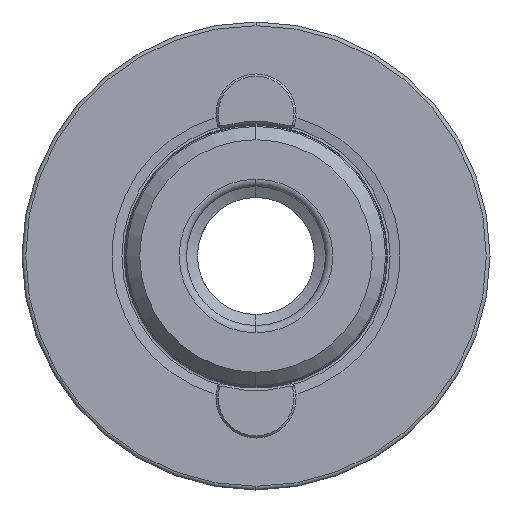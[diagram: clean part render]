
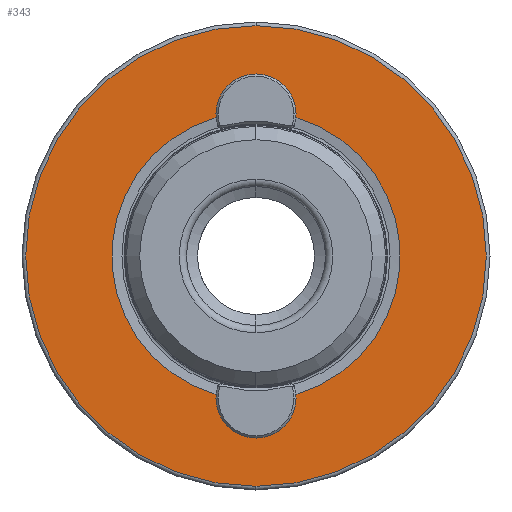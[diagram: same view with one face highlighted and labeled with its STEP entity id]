
A CAD part, left-side view. The second image highlights one B-rep face of the part: STEP entity #343.
In plain terms, the highlighted planar face has unit normal (-1, 0, 0).
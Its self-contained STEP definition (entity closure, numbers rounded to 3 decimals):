
#11 = CARTESIAN_POINT ( 'NONE',  ( 0., 0., 24.5 ) ) ;
#83 = CARTESIAN_POINT ( 'NONE',  ( 0., 0., 31.5 ) ) ;
#200 = AXIS2_PLACEMENT_3D ( 'NONE', #1426, #1464, #3913 ) ;
#282 = ORIENTED_EDGE ( 'NONE', *, *, #2689, .F. ) ;
#343 = ADVANCED_FACE ( 'NONE', ( #1470, #2781 ), #3086, .F. ) ;
#394 = ORIENTED_EDGE ( 'NONE', *, *, #2546, .T. ) ;
#441 = EDGE_CURVE ( 'NONE', #1064, #3491, #4170, .T. ) ;
#444 = CARTESIAN_POINT ( 'NONE',  ( 0., 2.305, 19.58 ) ) ;
#463 = CARTESIAN_POINT ( 'NONE',  ( 0., 0., 0. ) ) ;
#561 = EDGE_CURVE ( 'NONE', #2976, #2002, #1913, .T. ) ;
#584 = AXIS2_PLACEMENT_3D ( 'NONE', #3603, #3945, #1757 ) ;
#640 = DIRECTION ( 'NONE',  ( -1., 0., 0. ) ) ;
#660 = ORIENTED_EDGE ( 'NONE', *, *, #2066, .F. ) ;
#721 = AXIS2_PLACEMENT_3D ( 'NONE', #463, #3381, #3962 ) ;
#760 = DIRECTION ( 'NONE',  ( 0., 0., 1. ) ) ;
#763 = DIRECTION ( 'NONE',  ( -1., 0., 0. ) ) ;
#771 = CARTESIAN_POINT ( 'NONE',  ( 0., 0., 0. ) ) ;
#954 = AXIS2_PLACEMENT_3D ( 'NONE', #2097, #964, #1880 ) ;
#962 = AXIS2_PLACEMENT_3D ( 'NONE', #4033, #640, #2587 ) ;
#964 = DIRECTION ( 'NONE',  ( -1., 0., 0. ) ) ;
#1064 = VERTEX_POINT ( 'NONE', #3243 ) ;
#1150 = ORIENTED_EDGE ( 'NONE', *, *, #441, .F. ) ;
#1301 = CARTESIAN_POINT ( 'NONE',  ( 0., -2.305, 19.58 ) ) ;
#1376 = ORIENTED_EDGE ( 'NONE', *, *, #2028, .F. ) ;
#1426 = CARTESIAN_POINT ( 'NONE',  ( 0., 0., 0. ) ) ;
#1464 = DIRECTION ( 'NONE',  ( -1., 0., 0. ) ) ;
#1470 = FACE_BOUND ( 'NONE', #3120, .T. ) ;
#1490 = CARTESIAN_POINT ( 'NONE',  ( 0., -2.305, -19.58 ) ) ;
#1610 = CARTESIAN_POINT ( 'NONE',  ( 0., 0., -24.5 ) ) ;
#1613 = CARTESIAN_POINT ( 'NONE',  ( 0., 0., -21.5 ) ) ;
#1619 = DIRECTION ( 'NONE',  ( -1., 0., 0. ) ) ;
#1622 = DIRECTION ( 'NONE',  ( 0., 0., 1. ) ) ;
#1642 = VERTEX_POINT ( 'NONE', #1301 ) ;
#1757 = DIRECTION ( 'NONE',  ( 0., 0., 1. ) ) ;
#1880 = DIRECTION ( 'NONE',  ( 0., 0., 1. ) ) ;
#1913 = CIRCLE ( 'NONE', #2103, 31.5 ) ;
#2002 = VERTEX_POINT ( 'NONE', #83 ) ;
#2028 = EDGE_CURVE ( 'NONE', #2046, #2965, #4125, .T. ) ;
#2046 = VERTEX_POINT ( 'NONE', #11 ) ;
#2066 = EDGE_CURVE ( 'NONE', #2965, #1064, #4105, .T. ) ;
#2097 = CARTESIAN_POINT ( 'NONE',  ( 0., 0., 0. ) ) ;
#2103 = AXIS2_PLACEMENT_3D ( 'NONE', #771, #763, #760 ) ;
#2269 = VERTEX_POINT ( 'NONE', #1490 ) ;
#2319 = ORIENTED_EDGE ( 'NONE', *, *, #561, .T. ) ;
#2500 = AXIS2_PLACEMENT_3D ( 'NONE', #1613, #1619, #1622 ) ;
#2546 = EDGE_CURVE ( 'NONE', #2002, #2976, #4229, .T. ) ;
#2587 = DIRECTION ( 'NONE',  ( 0., 0., 1. ) ) ;
#2592 = ORIENTED_EDGE ( 'NONE', *, *, #3065, .F. ) ;
#2689 = EDGE_CURVE ( 'NONE', #1642, #2046, #4035, .T. ) ;
#2763 = AXIS2_PLACEMENT_3D ( 'NONE', #3055, #3046, #3036 ) ;
#2781 = FACE_OUTER_BOUND ( 'NONE', #3068, .T. ) ;
#2838 = DIRECTION ( 'NONE',  ( -1., 0., 0. ) ) ;
#2860 = DIRECTION ( 'NONE',  ( 0., 0., 1. ) ) ;
#2890 = ORIENTED_EDGE ( 'NONE', *, *, #3803, .F. ) ;
#2965 = VERTEX_POINT ( 'NONE', #444 ) ;
#2976 = VERTEX_POINT ( 'NONE', #3781 ) ;
#3036 = DIRECTION ( 'NONE',  ( 0., 0., -1. ) ) ;
#3046 = DIRECTION ( 'NONE',  ( 1., 0., 0. ) ) ;
#3055 = CARTESIAN_POINT ( 'NONE',  ( 0., 0., -19.715 ) ) ;
#3065 = EDGE_CURVE ( 'NONE', #2269, #1642, #3834, .T. ) ;
#3068 = EDGE_LOOP ( 'NONE', ( #394, #2319 ) ) ;
#3086 = PLANE ( 'NONE',  #2763 ) ;
#3120 = EDGE_LOOP ( 'NONE', ( #660, #1376, #282, #2592, #2890, #1150 ) ) ;
#3243 = CARTESIAN_POINT ( 'NONE',  ( 0., 2.305, -19.58 ) ) ;
#3257 = CARTESIAN_POINT ( 'NONE',  ( 0., 0., -21.5 ) ) ;
#3381 = DIRECTION ( 'NONE',  ( -1., 0., 0. ) ) ;
#3491 = VERTEX_POINT ( 'NONE', #1610 ) ;
#3507 = CIRCLE ( 'NONE', #3517, 3. ) ;
#3517 = AXIS2_PLACEMENT_3D ( 'NONE', #3257, #2838, #2860 ) ;
#3603 = CARTESIAN_POINT ( 'NONE',  ( 0., 0., 21.5 ) ) ;
#3781 = CARTESIAN_POINT ( 'NONE',  ( 0., 0., -31.5 ) ) ;
#3803 = EDGE_CURVE ( 'NONE', #3491, #2269, #3507, .T. ) ;
#3834 = CIRCLE ( 'NONE', #200, 19.715 ) ;
#3913 = DIRECTION ( 'NONE',  ( 0., 0., 1. ) ) ;
#3945 = DIRECTION ( 'NONE',  ( -1., 0., 0. ) ) ;
#3962 = DIRECTION ( 'NONE',  ( 0., 0., 1. ) ) ;
#4033 = CARTESIAN_POINT ( 'NONE',  ( 0., 0., 21.5 ) ) ;
#4035 = CIRCLE ( 'NONE', #584, 3. ) ;
#4105 = CIRCLE ( 'NONE', #954, 19.715 ) ;
#4125 = CIRCLE ( 'NONE', #962, 3. ) ;
#4170 = CIRCLE ( 'NONE', #2500, 3. ) ;
#4229 = CIRCLE ( 'NONE', #721, 31.5 ) ;
